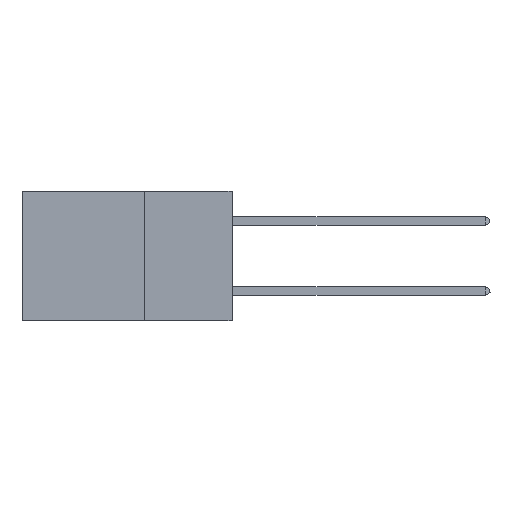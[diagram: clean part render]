
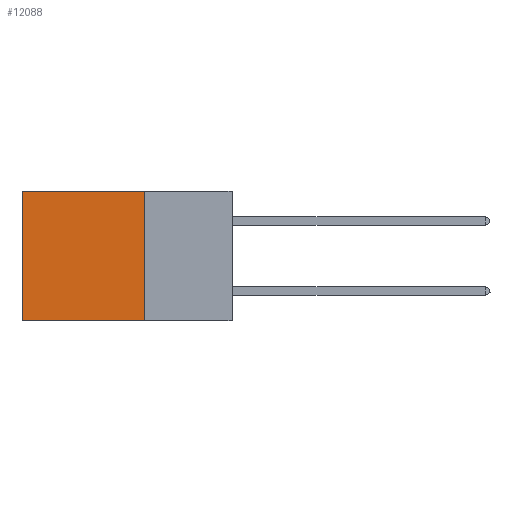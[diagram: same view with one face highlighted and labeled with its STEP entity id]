
A CAD part, left-side view. The second image highlights one B-rep face of the part: STEP entity #12088.
In plain terms, the highlighted planar face has unit normal (-1, 0, 0).
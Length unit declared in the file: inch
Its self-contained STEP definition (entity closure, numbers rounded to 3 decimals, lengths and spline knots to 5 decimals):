
#1178 = DIRECTION ( 'NONE',  ( 0., 0., -1. ) ) ;
#1686 = EDGE_CURVE ( 'NONE', #20454, #3727, #17580, .T. ) ;
#3727 = VERTEX_POINT ( 'NONE', #21680 ) ;
#7288 = EDGE_CURVE ( 'NONE', #3727, #15129, #13255, .T. ) ;
#8365 = CARTESIAN_POINT ( 'NONE',  ( 0.2875, 0.25, -0.37 ) ) ;
#8772 = DIRECTION ( 'NONE',  ( 0., 0., -1. ) ) ;
#10112 = LINE ( 'NONE', #37229, #37786 ) ;
#12088 = ADVANCED_FACE ( 'NONE', ( #42012 ), #37207, .F. ) ;
#13255 = LINE ( 'NONE', #8365, #34644 ) ;
#14565 = CARTESIAN_POINT ( 'NONE',  ( 0.2875, 0.6, -0.37 ) ) ;
#15129 = VERTEX_POINT ( 'NONE', #14565 ) ;
#17247 = DIRECTION ( 'NONE',  ( 0., 1., 0. ) ) ;
#17572 = ORIENTED_EDGE ( 'NONE', *, *, #1686, .F. ) ;
#17580 = LINE ( 'NONE', #37571, #20215 ) ;
#20215 = VECTOR ( 'NONE', #1178, 39.37008 ) ;
#20454 = VERTEX_POINT ( 'NONE', #29531 ) ;
#21680 = CARTESIAN_POINT ( 'NONE',  ( 0.2875, 0.25, -0.37 ) ) ;
#21863 = VECTOR ( 'NONE', #23033, 39.37008 ) ;
#22090 = EDGE_LOOP ( 'NONE', ( #22554, #36863, #17572, #33854 ) ) ;
#22554 = ORIENTED_EDGE ( 'NONE', *, *, #39946, .T. ) ;
#23033 = DIRECTION ( 'NONE',  ( 0., 0., -1. ) ) ;
#26081 = CARTESIAN_POINT ( 'NONE',  ( 0.2875, 0.6, 0. ) ) ;
#27116 = AXIS2_PLACEMENT_3D ( 'NONE', #35034, #31820, #8772 ) ;
#28663 = LINE ( 'NONE', #26081, #21863 ) ;
#29531 = CARTESIAN_POINT ( 'NONE',  ( 0.2875, 0.25, 0. ) ) ;
#30333 = VERTEX_POINT ( 'NONE', #35726 ) ;
#31820 = DIRECTION ( 'NONE',  ( 1., 0., 0. ) ) ;
#33854 = ORIENTED_EDGE ( 'NONE', *, *, #40116, .T. ) ;
#34644 = VECTOR ( 'NONE', #34920, 39.37008 ) ;
#34920 = DIRECTION ( 'NONE',  ( 0., 1., 0. ) ) ;
#35034 = CARTESIAN_POINT ( 'NONE',  ( 0.2875, 0.25, 0. ) ) ;
#35726 = CARTESIAN_POINT ( 'NONE',  ( 0.2875, 0.6, 0. ) ) ;
#36863 = ORIENTED_EDGE ( 'NONE', *, *, #7288, .F. ) ;
#37207 = PLANE ( 'NONE',  #27116 ) ;
#37229 = CARTESIAN_POINT ( 'NONE',  ( 0.2875, 0.25, 0. ) ) ;
#37571 = CARTESIAN_POINT ( 'NONE',  ( 0.2875, 0.25, 0. ) ) ;
#37786 = VECTOR ( 'NONE', #17247, 39.37008 ) ;
#39946 = EDGE_CURVE ( 'NONE', #30333, #15129, #28663, .T. ) ;
#40116 = EDGE_CURVE ( 'NONE', #20454, #30333, #10112, .T. ) ;
#42012 = FACE_OUTER_BOUND ( 'NONE', #22090, .T. ) ;
